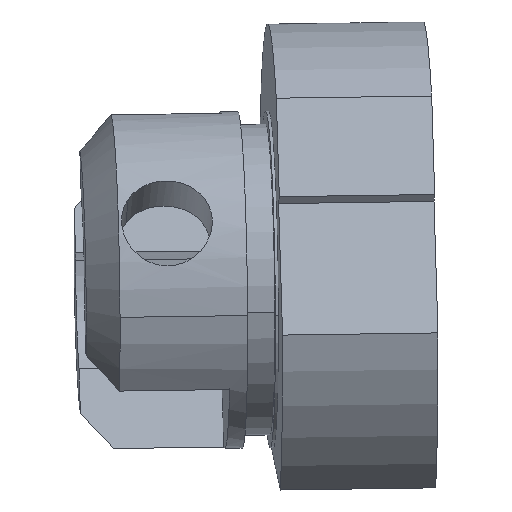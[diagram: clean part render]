
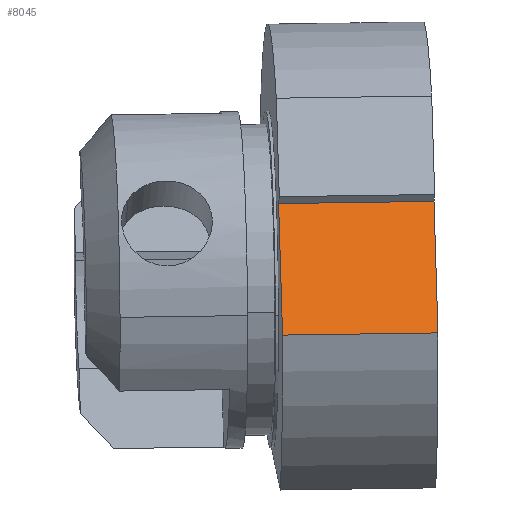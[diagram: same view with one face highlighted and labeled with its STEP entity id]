
A CAD part, left-side view. The second image highlights one B-rep face of the part: STEP entity #8045.
In plain terms, the highlighted planar face has unit normal (-0.934, -0.035, 0.355).
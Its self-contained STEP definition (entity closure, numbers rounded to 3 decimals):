
#6986 = PLANE('',#6987);
#6987 = AXIS2_PLACEMENT_3D('',#6988,#6989,#6990);
#6988 = CARTESIAN_POINT('',(-34.88,-32.494,-38.322
    ));
#6989 = DIRECTION('',(0.043,-0.999,
    0.014));
#6990 = DIRECTION('',(0.976,0.045,0.211)
  );
#7342 = VERTEX_POINT('',#7343);
#7343 = CARTESIAN_POINT('',(-37.574,-32.187,
    -8.116));
#7362 = CYLINDRICAL_SURFACE('',#7363,39.5);
#7363 = AXIS2_PLACEMENT_3D('',#7364,#7365,#7366);
#7364 = CARTESIAN_POINT('',(0.994,-31.618,
    0.48));
#7365 = DIRECTION('',(-0.043,0.999,
    -0.014));
#7366 = DIRECTION('',(-0.976,-0.045,
    -0.211));
#7396 = EDGE_CURVE('',#7342,#7397,#7399,.T.);
#7397 = VERTEX_POINT('',#7398);
#7398 = CARTESIAN_POINT('',(-29.887,-31.575,
    12.176));
#7399 = SURFACE_CURVE('',#7400,(#7404,#7411),.PCURVE_S1.);
#7400 = LINE('',#7401,#7402);
#7401 = CARTESIAN_POINT('',(-37.574,-32.187,
    -8.116));
#7402 = VECTOR('',#7403,1.);
#7403 = DIRECTION('',(0.354,0.028,0.935)
  );
#7404 = PCURVE('',#6986,#7405);
#7405 = DEFINITIONAL_REPRESENTATION('',(#7406),#7410);
#7406 = LINE('',#7407,#7408);
#7407 = CARTESIAN_POINT('',(3.77,30.092));
#7408 = VECTOR('',#7409,1.);
#7409 = DIRECTION('',(0.545,0.839));
#7410 = ( GEOMETRIC_REPRESENTATION_CONTEXT(2) 
PARAMETRIC_REPRESENTATION_CONTEXT() REPRESENTATION_CONTEXT('2D SPACE',''
  ) );
#7411 = PCURVE('',#7412,#7417);
#7412 = PLANE('',#7413);
#7413 = AXIS2_PLACEMENT_3D('',#7414,#7415,#7416);
#7414 = CARTESIAN_POINT('',(-39.036,-7.043,
    -9.483));
#7415 = DIRECTION('',(-0.934,-0.035,0.355
    ));
#7416 = DIRECTION('',(0.043,-0.999,
    0.014));
#7417 = DEFINITIONAL_REPRESENTATION('',(#7418),#7422);
#7418 = LINE('',#7419,#7420);
#7419 = CARTESIAN_POINT('',(25.2,1.085));
#7420 = VECTOR('',#7421,1.);
#7421 = DIRECTION('',(0.,1.));
#7422 = ( GEOMETRIC_REPRESENTATION_CONTEXT(2) 
PARAMETRIC_REPRESENTATION_CONTEXT() REPRESENTATION_CONTEXT('2D SPACE',''
  ) );
#7440 = PLANE('',#7441);
#7441 = AXIS2_PLACEMENT_3D('',#7442,#7443,#7444);
#7442 = CARTESIAN_POINT('',(-30.824,-6.395,
    11.771));
#7443 = DIRECTION('',(-0.354,-0.028,
    -0.935));
#7444 = DIRECTION('',(0.043,-0.999,
    0.014));
#7613 = PLANE('',#7614);
#7614 = AXIS2_PLACEMENT_3D('',#7615,#7616,#7617);
#7615 = CARTESIAN_POINT('',(-35.906,-8.518,
    -38.657));
#7616 = DIRECTION('',(0.043,-0.999,
    0.014));
#7617 = DIRECTION('',(0.976,0.045,0.211)
  );
#7652 = VERTEX_POINT('',#7653);
#7653 = CARTESIAN_POINT('',(-30.913,-7.599,
    11.841));
#7674 = EDGE_CURVE('',#7652,#7675,#7677,.T.);
#7675 = VERTEX_POINT('',#7676);
#7676 = CARTESIAN_POINT('',(-38.6,-8.211,
    -8.451));
#7677 = SURFACE_CURVE('',#7678,(#7682,#7689),.PCURVE_S1.);
#7678 = LINE('',#7679,#7680);
#7679 = CARTESIAN_POINT('',(-30.913,-7.599,
    11.841));
#7680 = VECTOR('',#7681,1.);
#7681 = DIRECTION('',(-0.354,-0.028,
    -0.935));
#7682 = PCURVE('',#7613,#7683);
#7683 = DEFINITIONAL_REPRESENTATION('',(#7684),#7688);
#7684 = LINE('',#7685,#7686);
#7685 = CARTESIAN_POINT('',(15.593,48.298));
#7686 = VECTOR('',#7687,1.);
#7687 = DIRECTION('',(-0.545,-0.839));
#7688 = ( GEOMETRIC_REPRESENTATION_CONTEXT(2) 
PARAMETRIC_REPRESENTATION_CONTEXT() REPRESENTATION_CONTEXT('2D SPACE',''
  ) );
#7689 = PCURVE('',#7412,#7690);
#7690 = DEFINITIONAL_REPRESENTATION('',(#7691),#7695);
#7691 = LINE('',#7692,#7693);
#7692 = CARTESIAN_POINT('',(1.2,22.794));
#7693 = VECTOR('',#7694,1.);
#7694 = DIRECTION('',(0.,-1.));
#7695 = ( GEOMETRIC_REPRESENTATION_CONTEXT(2) 
PARAMETRIC_REPRESENTATION_CONTEXT() REPRESENTATION_CONTEXT('2D SPACE',''
  ) );
#8025 = EDGE_CURVE('',#7397,#7652,#8026,.T.);
#8026 = SURFACE_CURVE('',#8027,(#8031,#8038),.PCURVE_S1.);
#8027 = LINE('',#8028,#8029);
#8028 = CARTESIAN_POINT('',(-29.887,-31.575,
    12.176));
#8029 = VECTOR('',#8030,1.);
#8030 = DIRECTION('',(-0.043,0.999,
    -0.014));
#8031 = PCURVE('',#7440,#8032);
#8032 = DEFINITIONAL_REPRESENTATION('',(#8033),#8037);
#8033 = LINE('',#8034,#8035);
#8034 = CARTESIAN_POINT('',(25.2,0.15));
#8035 = VECTOR('',#8036,1.);
#8036 = DIRECTION('',(-1.,0.));
#8037 = ( GEOMETRIC_REPRESENTATION_CONTEXT(2) 
PARAMETRIC_REPRESENTATION_CONTEXT() REPRESENTATION_CONTEXT('2D SPACE',''
  ) );
#8038 = PCURVE('',#7412,#8039);
#8039 = DEFINITIONAL_REPRESENTATION('',(#8040),#8044);
#8040 = LINE('',#8041,#8042);
#8041 = CARTESIAN_POINT('',(25.2,22.794));
#8042 = VECTOR('',#8043,1.);
#8043 = DIRECTION('',(-1.,0.));
#8044 = ( GEOMETRIC_REPRESENTATION_CONTEXT(2) 
PARAMETRIC_REPRESENTATION_CONTEXT() REPRESENTATION_CONTEXT('2D SPACE',''
  ) );
#8045 = ADVANCED_FACE('',(#8046),#7412,.T.);
#8046 = FACE_BOUND('',#8047,.F.);
#8047 = EDGE_LOOP('',(#8048,#8049,#8050,#8051));
#8048 = ORIENTED_EDGE('',*,*,#7674,.F.);
#8049 = ORIENTED_EDGE('',*,*,#8025,.F.);
#8050 = ORIENTED_EDGE('',*,*,#7396,.F.);
#8051 = ORIENTED_EDGE('',*,*,#8052,.F.);
#8052 = EDGE_CURVE('',#7675,#7342,#8053,.T.);
#8053 = SURFACE_CURVE('',#8054,(#8058,#8065),.PCURVE_S1.);
#8054 = LINE('',#8055,#8056);
#8055 = CARTESIAN_POINT('',(-38.6,-8.211,
    -8.451));
#8056 = VECTOR('',#8057,1.);
#8057 = DIRECTION('',(0.043,-0.999,
    0.014));
#8058 = PCURVE('',#7412,#8059);
#8059 = DEFINITIONAL_REPRESENTATION('',(#8060),#8064);
#8060 = LINE('',#8061,#8062);
#8061 = CARTESIAN_POINT('',(1.2,1.085));
#8062 = VECTOR('',#8063,1.);
#8063 = DIRECTION('',(1.,0.));
#8064 = ( GEOMETRIC_REPRESENTATION_CONTEXT(2) 
PARAMETRIC_REPRESENTATION_CONTEXT() REPRESENTATION_CONTEXT('2D SPACE',''
  ) );
#8065 = PCURVE('',#7362,#8066);
#8066 = DEFINITIONAL_REPRESENTATION('',(#8067),#8093);
#8067 = B_SPLINE_CURVE_WITH_KNOTS('',3,(#8068,#8069,#8070,#8071,#8072,
    #8073,#8074,#8075,#8076,#8077,#8078,#8079,#8080,#8081,#8082,#8083,
    #8084,#8085,#8086,#8087,#8088,#8089,#8090,#8091,#8092),
  .UNSPECIFIED.,.F.,.F.,(4,1,1,1,1,1,1,1,1,1,1,1,1,1,1,1,1,1,1,1,1,1,4),
  (0.,1.091,2.182,3.273,4.364,
    5.455,6.545,7.636,8.727,
    9.818,10.909,12.,13.091,14.182,
    15.273,16.364,17.455,18.545,
    19.636,20.727,21.818,22.909,24.)
  ,.QUASI_UNIFORM_KNOTS.);
#8068 = CARTESIAN_POINT('',(6.277,25.2));
#8069 = CARTESIAN_POINT('',(6.277,24.836));
#8070 = CARTESIAN_POINT('',(6.277,24.109));
#8071 = CARTESIAN_POINT('',(6.277,23.018));
#8072 = CARTESIAN_POINT('',(6.277,21.927));
#8073 = CARTESIAN_POINT('',(6.277,20.836));
#8074 = CARTESIAN_POINT('',(6.277,19.745));
#8075 = CARTESIAN_POINT('',(6.277,18.655));
#8076 = CARTESIAN_POINT('',(6.277,17.564));
#8077 = CARTESIAN_POINT('',(6.277,16.473));
#8078 = CARTESIAN_POINT('',(6.277,15.382));
#8079 = CARTESIAN_POINT('',(6.277,14.291));
#8080 = CARTESIAN_POINT('',(6.277,13.2));
#8081 = CARTESIAN_POINT('',(6.277,12.109));
#8082 = CARTESIAN_POINT('',(6.277,11.018));
#8083 = CARTESIAN_POINT('',(6.277,9.927));
#8084 = CARTESIAN_POINT('',(6.277,8.836));
#8085 = CARTESIAN_POINT('',(6.277,7.745));
#8086 = CARTESIAN_POINT('',(6.277,6.655));
#8087 = CARTESIAN_POINT('',(6.277,5.564));
#8088 = CARTESIAN_POINT('',(6.277,4.473));
#8089 = CARTESIAN_POINT('',(6.277,3.382));
#8090 = CARTESIAN_POINT('',(6.277,2.291));
#8091 = CARTESIAN_POINT('',(6.277,1.564));
#8092 = CARTESIAN_POINT('',(6.277,1.2));
#8093 = ( GEOMETRIC_REPRESENTATION_CONTEXT(2) 
PARAMETRIC_REPRESENTATION_CONTEXT() REPRESENTATION_CONTEXT('2D SPACE',''
  ) );
